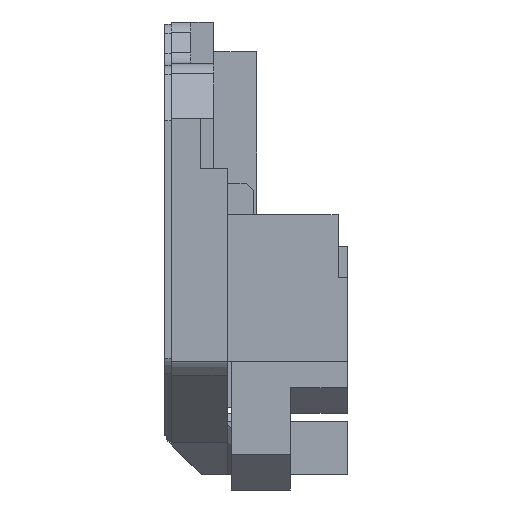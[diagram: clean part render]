
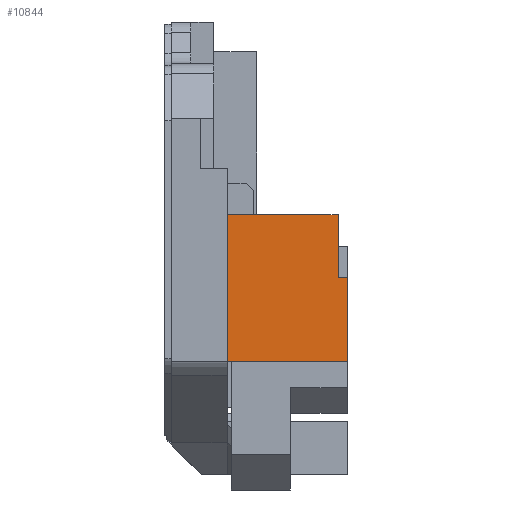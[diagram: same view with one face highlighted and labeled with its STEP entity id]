
A CAD part, front view. The second image highlights one B-rep face of the part: STEP entity #10844.
In plain terms, the highlighted planar face has unit normal (0, -1, 0).
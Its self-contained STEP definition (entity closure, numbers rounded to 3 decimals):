
#586=FACE_OUTER_BOUND('',#1208,.T.);
#1208=EDGE_LOOP('',(#8711,#8712,#8713,#8714,#8715,#8716));
#1808=LINE('',#15100,#3162);
#2628=LINE('',#16972,#3982);
#2656=LINE('',#17029,#4010);
#2657=LINE('',#17031,#4011);
#2658=LINE('',#17032,#4012);
#2659=LINE('',#17033,#4013);
#3162=VECTOR('',#12158,10.);
#3982=VECTOR('',#13816,10.);
#4010=VECTOR('',#13860,10.);
#4011=VECTOR('',#13863,10.);
#4012=VECTOR('',#13864,10.);
#4013=VECTOR('',#13865,10.);
#4517=VERTEX_POINT('',#15097);
#4518=VERTEX_POINT('',#15099);
#5146=VERTEX_POINT('',#16969);
#5147=VERTEX_POINT('',#16971);
#5165=VERTEX_POINT('',#17021);
#5168=VERTEX_POINT('',#17027);
#5568=EDGE_CURVE('',#4518,#4517,#1808,.T.);
#6472=EDGE_CURVE('',#5146,#5147,#2628,.T.);
#6503=EDGE_CURVE('',#5165,#5168,#2656,.T.);
#6504=EDGE_CURVE('',#5146,#5165,#2657,.T.);
#6505=EDGE_CURVE('',#5168,#4518,#2658,.T.);
#6506=EDGE_CURVE('',#5147,#4517,#2659,.T.);
#8711=ORIENTED_EDGE('',*,*,#6504,.T.);
#8712=ORIENTED_EDGE('',*,*,#6503,.T.);
#8713=ORIENTED_EDGE('',*,*,#6505,.T.);
#8714=ORIENTED_EDGE('',*,*,#5568,.T.);
#8715=ORIENTED_EDGE('',*,*,#6506,.F.);
#8716=ORIENTED_EDGE('',*,*,#6472,.F.);
#10281=PLANE('',#11580);
#10844=ADVANCED_FACE('',(#586),#10281,.F.);
#11580=AXIS2_PLACEMENT_3D('',#17030,#13861,#13862);
#12158=DIRECTION('',(0.,0.,-1.));
#13816=DIRECTION('',(0.,0.,-1.));
#13860=DIRECTION('',(0.,0.,1.));
#13861=DIRECTION('center_axis',(0.,1.,0.));
#13862=DIRECTION('ref_axis',(0.,0.,1.));
#13863=DIRECTION('',(-1.,0.,0.));
#13864=DIRECTION('',(-1.,0.,0.));
#13865=DIRECTION('',(-1.,0.,0.));
#15097=CARTESIAN_POINT('',(-11.5,-68.802,9.37));
#15099=CARTESIAN_POINT('',(-11.5,-68.802,23.361));
#15100=CARTESIAN_POINT('',(-11.5,-68.802,17.964));
#16969=CARTESIAN_POINT('',(0.,-68.802,17.361));
#16971=CARTESIAN_POINT('',(0.,-68.802,9.37));
#16972=CARTESIAN_POINT('',(0.,-68.802,17.405));
#17021=CARTESIAN_POINT('',(-0.9,-68.802,17.361));
#17027=CARTESIAN_POINT('',(-0.9,-68.802,23.361));
#17029=CARTESIAN_POINT('',(-0.9,-68.802,15.614));
#17030=CARTESIAN_POINT('Origin',(-5.,-68.802,17.361));
#17031=CARTESIAN_POINT('',(-2.5,-68.802,17.361));
#17032=CARTESIAN_POINT('',(6.75,-68.802,23.361));
#17033=CARTESIAN_POINT('',(3.95,-68.802,9.37));
